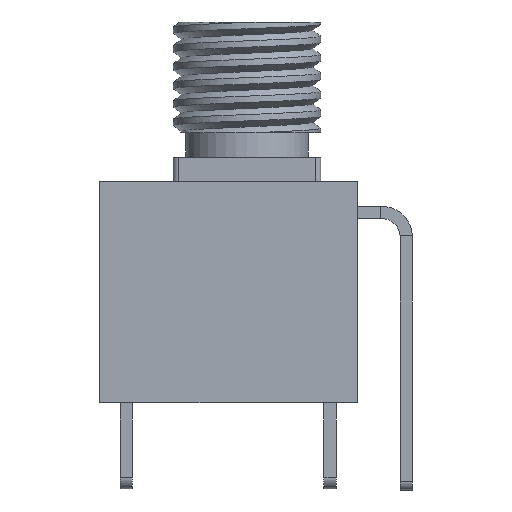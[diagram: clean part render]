
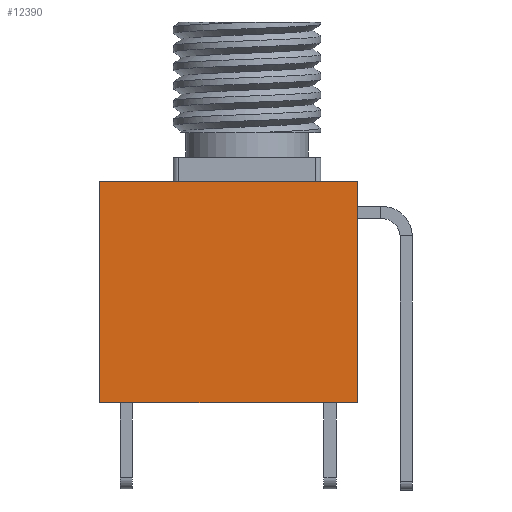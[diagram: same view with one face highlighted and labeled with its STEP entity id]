
A CAD part, left-side view. The second image highlights one B-rep face of the part: STEP entity #12390.
In plain terms, the highlighted planar face has unit normal (-1, 0, 0).
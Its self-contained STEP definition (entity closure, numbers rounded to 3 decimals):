
#9995 = PLANE('',#9996);
#9996 = AXIS2_PLACEMENT_3D('',#9997,#9998,#9999);
#9997 = CARTESIAN_POINT('',(0.,0.75,9.));
#9998 = DIRECTION('',(-0.,-0.,-1.));
#9999 = DIRECTION('',(-1.,0.,0.));
#10020 = VERTEX_POINT('',#10021);
#10021 = CARTESIAN_POINT('',(-4.5,-4.5,9.));
#10035 = PLANE('',#10036);
#10036 = AXIS2_PLACEMENT_3D('',#10037,#10038,#10039);
#10037 = CARTESIAN_POINT('',(4.5,-4.5,0.));
#10038 = DIRECTION('',(0.,-1.,0.));
#10039 = DIRECTION('',(-1.,0.,0.));
#10047 = EDGE_CURVE('',#10020,#10048,#10050,.T.);
#10048 = VERTEX_POINT('',#10049);
#10049 = CARTESIAN_POINT('',(-4.5,6.,9.));
#10050 = SURFACE_CURVE('',#10051,(#10055,#10062),.PCURVE_S1.);
#10051 = LINE('',#10052,#10053);
#10052 = CARTESIAN_POINT('',(-4.5,-4.5,9.));
#10053 = VECTOR('',#10054,1.);
#10054 = DIRECTION('',(0.,1.,0.));
#10055 = PCURVE('',#9995,#10056);
#10056 = DEFINITIONAL_REPRESENTATION('',(#10057),#10061);
#10057 = LINE('',#10058,#10059);
#10058 = CARTESIAN_POINT('',(4.5,-5.25));
#10059 = VECTOR('',#10060,1.);
#10060 = DIRECTION('',(0.,1.));
#10061 = ( GEOMETRIC_REPRESENTATION_CONTEXT(2) 
PARAMETRIC_REPRESENTATION_CONTEXT() REPRESENTATION_CONTEXT('2D SPACE',''
  ) );
#10062 = PCURVE('',#10063,#10068);
#10063 = PLANE('',#10064);
#10064 = AXIS2_PLACEMENT_3D('',#10065,#10066,#10067);
#10065 = CARTESIAN_POINT('',(-4.5,-4.5,0.));
#10066 = DIRECTION('',(-1.,0.,0.));
#10067 = DIRECTION('',(0.,1.,0.));
#10068 = DEFINITIONAL_REPRESENTATION('',(#10069),#10073);
#10069 = LINE('',#10070,#10071);
#10070 = CARTESIAN_POINT('',(0.,-9.));
#10071 = VECTOR('',#10072,1.);
#10072 = DIRECTION('',(1.,0.));
#10073 = ( GEOMETRIC_REPRESENTATION_CONTEXT(2) 
PARAMETRIC_REPRESENTATION_CONTEXT() REPRESENTATION_CONTEXT('2D SPACE',''
  ) );
#10091 = PLANE('',#10092);
#10092 = AXIS2_PLACEMENT_3D('',#10093,#10094,#10095);
#10093 = CARTESIAN_POINT('',(-4.5,6.,0.));
#10094 = DIRECTION('',(0.,1.,0.));
#10095 = DIRECTION('',(1.,0.,0.));
#11797 = VERTEX_POINT('',#11798);
#11798 = CARTESIAN_POINT('',(-4.5,-4.5,0.));
#11812 = PLANE('',#11813);
#11813 = AXIS2_PLACEMENT_3D('',#11814,#11815,#11816);
#11814 = CARTESIAN_POINT('',(0.,0.75,0.));
#11815 = DIRECTION('',(-0.,-0.,-1.));
#11816 = DIRECTION('',(-1.,0.,0.));
#11977 = EDGE_CURVE('',#11797,#10020,#11978,.T.);
#11978 = SURFACE_CURVE('',#11979,(#11983,#11990),.PCURVE_S1.);
#11979 = LINE('',#11980,#11981);
#11980 = CARTESIAN_POINT('',(-4.5,-4.5,0.));
#11981 = VECTOR('',#11982,1.);
#11982 = DIRECTION('',(0.,0.,1.));
#11983 = PCURVE('',#10035,#11984);
#11984 = DEFINITIONAL_REPRESENTATION('',(#11985),#11989);
#11985 = LINE('',#11986,#11987);
#11986 = CARTESIAN_POINT('',(9.,0.));
#11987 = VECTOR('',#11988,1.);
#11988 = DIRECTION('',(0.,-1.));
#11989 = ( GEOMETRIC_REPRESENTATION_CONTEXT(2) 
PARAMETRIC_REPRESENTATION_CONTEXT() REPRESENTATION_CONTEXT('2D SPACE',''
  ) );
#11990 = PCURVE('',#10063,#11991);
#11991 = DEFINITIONAL_REPRESENTATION('',(#11992),#11996);
#11992 = LINE('',#11993,#11994);
#11993 = CARTESIAN_POINT('',(0.,0.));
#11994 = VECTOR('',#11995,1.);
#11995 = DIRECTION('',(0.,-1.));
#11996 = ( GEOMETRIC_REPRESENTATION_CONTEXT(2) 
PARAMETRIC_REPRESENTATION_CONTEXT() REPRESENTATION_CONTEXT('2D SPACE',''
  ) );
#12051 = VERTEX_POINT('',#12052);
#12052 = CARTESIAN_POINT('',(-4.5,6.,0.));
#12073 = EDGE_CURVE('',#12051,#10048,#12074,.T.);
#12074 = SURFACE_CURVE('',#12075,(#12079,#12086),.PCURVE_S1.);
#12075 = LINE('',#12076,#12077);
#12076 = CARTESIAN_POINT('',(-4.5,6.,0.));
#12077 = VECTOR('',#12078,1.);
#12078 = DIRECTION('',(0.,0.,1.));
#12079 = PCURVE('',#10091,#12080);
#12080 = DEFINITIONAL_REPRESENTATION('',(#12081),#12085);
#12081 = LINE('',#12082,#12083);
#12082 = CARTESIAN_POINT('',(0.,0.));
#12083 = VECTOR('',#12084,1.);
#12084 = DIRECTION('',(0.,-1.));
#12085 = ( GEOMETRIC_REPRESENTATION_CONTEXT(2) 
PARAMETRIC_REPRESENTATION_CONTEXT() REPRESENTATION_CONTEXT('2D SPACE',''
  ) );
#12086 = PCURVE('',#10063,#12087);
#12087 = DEFINITIONAL_REPRESENTATION('',(#12088),#12092);
#12088 = LINE('',#12089,#12090);
#12089 = CARTESIAN_POINT('',(10.5,0.));
#12090 = VECTOR('',#12091,1.);
#12091 = DIRECTION('',(0.,-1.));
#12092 = ( GEOMETRIC_REPRESENTATION_CONTEXT(2) 
PARAMETRIC_REPRESENTATION_CONTEXT() REPRESENTATION_CONTEXT('2D SPACE',''
  ) );
#12390 = ADVANCED_FACE('',(#12391),#10063,.T.);
#12391 = FACE_BOUND('',#12392,.T.);
#12392 = EDGE_LOOP('',(#12393,#12394,#12395,#12396));
#12393 = ORIENTED_EDGE('',*,*,#11977,.T.);
#12394 = ORIENTED_EDGE('',*,*,#10047,.T.);
#12395 = ORIENTED_EDGE('',*,*,#12073,.F.);
#12396 = ORIENTED_EDGE('',*,*,#12397,.F.);
#12397 = EDGE_CURVE('',#11797,#12051,#12398,.T.);
#12398 = SURFACE_CURVE('',#12399,(#12403,#12410),.PCURVE_S1.);
#12399 = LINE('',#12400,#12401);
#12400 = CARTESIAN_POINT('',(-4.5,-4.5,0.));
#12401 = VECTOR('',#12402,1.);
#12402 = DIRECTION('',(0.,1.,0.));
#12403 = PCURVE('',#10063,#12404);
#12404 = DEFINITIONAL_REPRESENTATION('',(#12405),#12409);
#12405 = LINE('',#12406,#12407);
#12406 = CARTESIAN_POINT('',(0.,0.));
#12407 = VECTOR('',#12408,1.);
#12408 = DIRECTION('',(1.,0.));
#12409 = ( GEOMETRIC_REPRESENTATION_CONTEXT(2) 
PARAMETRIC_REPRESENTATION_CONTEXT() REPRESENTATION_CONTEXT('2D SPACE',''
  ) );
#12410 = PCURVE('',#11812,#12411);
#12411 = DEFINITIONAL_REPRESENTATION('',(#12412),#12416);
#12412 = LINE('',#12413,#12414);
#12413 = CARTESIAN_POINT('',(4.5,-5.25));
#12414 = VECTOR('',#12415,1.);
#12415 = DIRECTION('',(0.,1.));
#12416 = ( GEOMETRIC_REPRESENTATION_CONTEXT(2) 
PARAMETRIC_REPRESENTATION_CONTEXT() REPRESENTATION_CONTEXT('2D SPACE',''
  ) );
